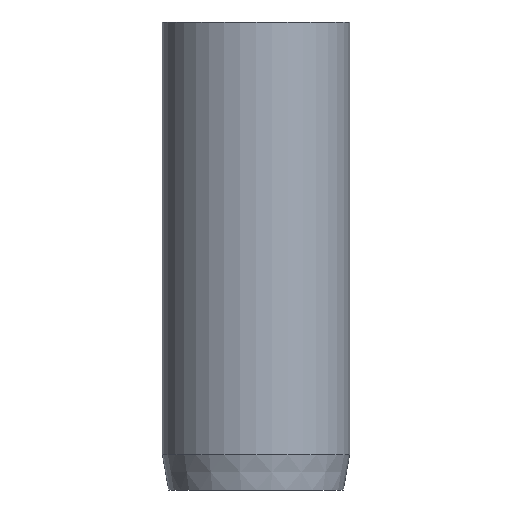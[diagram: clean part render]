
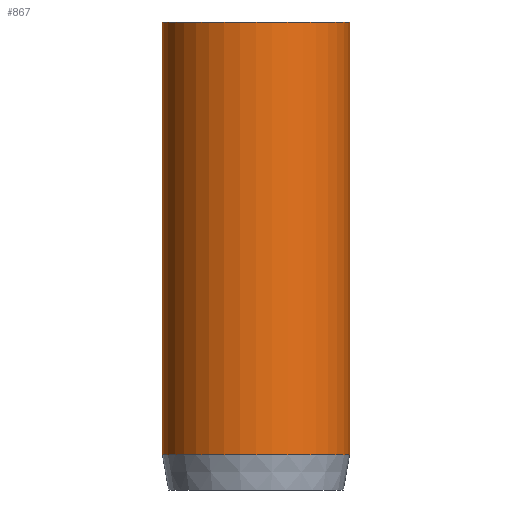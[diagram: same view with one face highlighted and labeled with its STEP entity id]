
A CAD part, front view. The second image highlights one B-rep face of the part: STEP entity #867.
In plain terms, the highlighted cylindrical face has radius 4 mm (diameter 8 mm), a partial arc.
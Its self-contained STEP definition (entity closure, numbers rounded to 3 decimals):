
#28 = VERTEX_POINT ( 'NONE', #550 ) ;
#91 = LINE ( 'NONE', #179, #606 ) ;
#172 = CYLINDRICAL_SURFACE ( 'NONE', #246, 4. ) ;
#179 = CARTESIAN_POINT ( 'NONE',  ( 4., 0., 20. ) ) ;
#191 = VERTEX_POINT ( 'NONE', #911 ) ;
#218 = CARTESIAN_POINT ( 'NONE',  ( 0., 0., 20. ) ) ;
#246 = AXIS2_PLACEMENT_3D ( 'NONE', #939, #1025, #749 ) ;
#307 = DIRECTION ( 'NONE',  ( 1., 0., 0. ) ) ;
#380 = CARTESIAN_POINT ( 'NONE',  ( -4., 0., 20. ) ) ;
#382 = AXIS2_PLACEMENT_3D ( 'NONE', #545, #1182, #629 ) ;
#397 = AXIS2_PLACEMENT_3D ( 'NONE', #218, #864, #307 ) ;
#478 = ORIENTED_EDGE ( 'NONE', *, *, #689, .T. ) ;
#514 = EDGE_CURVE ( 'NONE', #598, #1130, #91, .T. ) ;
#545 = CARTESIAN_POINT ( 'NONE',  ( 0., 0., 1.5 ) ) ;
#550 = CARTESIAN_POINT ( 'NONE',  ( -4., 0., 20. ) ) ;
#551 = CARTESIAN_POINT ( 'NONE',  ( 4., 0., 20. ) ) ;
#598 = VERTEX_POINT ( 'NONE', #551 ) ;
#606 = VECTOR ( 'NONE', #1170, 1000. ) ;
#612 = ORIENTED_EDGE ( 'NONE', *, *, #645, .T. ) ;
#629 = DIRECTION ( 'NONE',  ( 1., 0., 0. ) ) ;
#635 = EDGE_LOOP ( 'NONE', ( #696, #993, #478, #612 ) ) ;
#645 = EDGE_CURVE ( 'NONE', #191, #1130, #1102, .T. ) ;
#689 = EDGE_CURVE ( 'NONE', #28, #191, #1051, .T. ) ;
#694 = FACE_OUTER_BOUND ( 'NONE', #635, .T. ) ;
#696 = ORIENTED_EDGE ( 'NONE', *, *, #514, .F. ) ;
#749 = DIRECTION ( 'NONE',  ( -1., 0., 0. ) ) ;
#864 = DIRECTION ( 'NONE',  ( 0., 0., 1. ) ) ;
#867 = ADVANCED_FACE ( 'NONE', ( #694 ), #172, .T. ) ;
#911 = CARTESIAN_POINT ( 'NONE',  ( -4., 0., 1.5 ) ) ;
#921 = CIRCLE ( 'NONE', #397, 4. ) ;
#939 = CARTESIAN_POINT ( 'NONE',  ( 0., 0., 20. ) ) ;
#993 = ORIENTED_EDGE ( 'NONE', *, *, #1107, .F. ) ;
#1021 = DIRECTION ( 'NONE',  ( 0., 0., -1. ) ) ;
#1025 = DIRECTION ( 'NONE',  ( 0., 0., -1. ) ) ;
#1051 = LINE ( 'NONE', #380, #1078 ) ;
#1078 = VECTOR ( 'NONE', #1021, 1000. ) ;
#1102 = CIRCLE ( 'NONE', #382, 4. ) ;
#1107 = EDGE_CURVE ( 'NONE', #28, #598, #921, .T. ) ;
#1130 = VERTEX_POINT ( 'NONE', #1133 ) ;
#1133 = CARTESIAN_POINT ( 'NONE',  ( 4., 0., 1.5 ) ) ;
#1170 = DIRECTION ( 'NONE',  ( 0., 0., -1. ) ) ;
#1182 = DIRECTION ( 'NONE',  ( 0., 0., 1. ) ) ;
